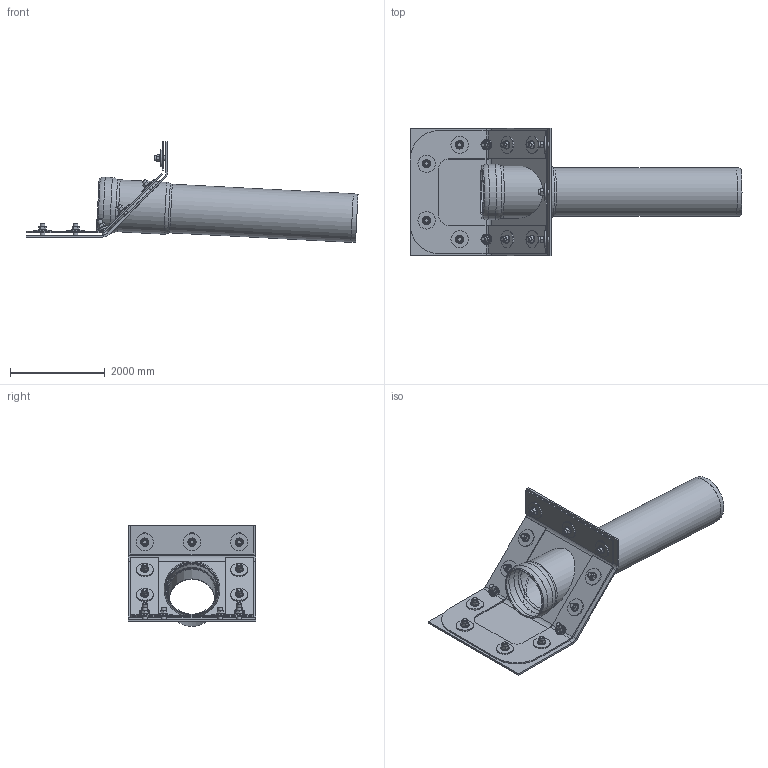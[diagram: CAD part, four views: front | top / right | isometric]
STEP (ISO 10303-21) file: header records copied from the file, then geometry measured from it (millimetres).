
FILE_DESCRIPTION(/* description */ (''),/* implementation_level */ '2;1');
FILE_NAME(/* name */ '13511.100X_3D.stp',/* time_stamp */ '2024-12-11T14:47:31+01:00',/* author */ ('CAD'),/* organization */ (''),/* preprocessor_version */ 'ST-DEVELOPER v20',/* originating_system */ 'AutoCAD Mechanical',/* authorisation */ '');
FILE_SCHEMA (('AUTOMOTIVE_DESIGN { 1 0 10303 214 3 1 1 }'));
Length unit declared in the file: centimetre
Products named in the file (1): Product
Bounding box: 7026.5 x 2700 x 2130.79 mm (x, y, z)
Volume: 917470838.5 mm3; surface area: 74870382 mm2
Topology: 43 solids, 43 shells, 456 faces, 1080 edges, 705 vertices
Faces by surface type: plane 214, cone 111, cylinder 105, torus 26
Full cylindrical faces by diameter (mm): 99.999 x2, 100 x39, 220 x2, 365 x11, 1030 x1, 1069.991 x1, 1099.991 x1, 1149.991 x1, 1179.991 x1
Entity records: 13422 total; most frequent: CARTESIAN_POINT 3049, ORIENTED_EDGE 2160, DIRECTION 2153, EDGE_CURVE 1080, AXIS2_PLACEMENT_3D 862, VERTEX_POINT 705, EDGE_LOOP 533, FACE_OUTER_BOUND 456
